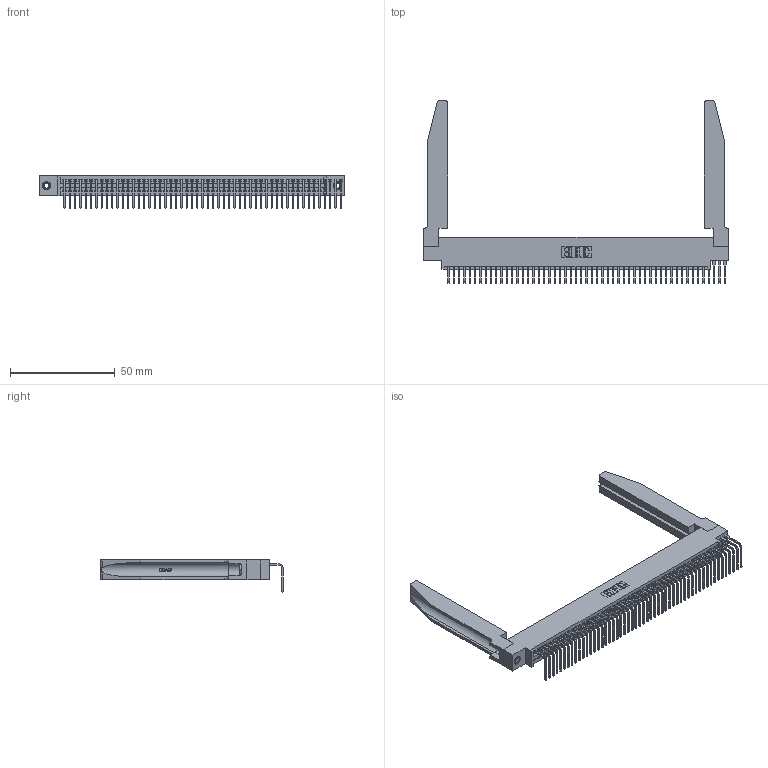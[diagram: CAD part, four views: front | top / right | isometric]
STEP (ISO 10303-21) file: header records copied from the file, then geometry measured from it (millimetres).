
FILE_DESCRIPTION (( 'STEP AP203' ), '1' );
FILE_NAME ('345-053-558-678.STEP', '2019-10-10T19:08:04', ( '' ), ( '' ), 'SwSTEP 2.0', 'SolidWorks 2016', '' );
FILE_SCHEMA (( 'CONFIG_CONTROL_DESIGN' ));
Length unit declared in the file: inch
Products named in the file (5): 345-250-001_345-250-001-102; 345-220-078_345-220-078; 345-053-558-678; 345 Part_0.170 Offset - 0.156 Dia-TH; 345-292-001_558 Tail - 2
Assembly tree (58 placements, depth 2):
  345-053-558-678
    345 Part_0.170 Offset - 0.156 Dia-TH
    345-292-001_558 Tail - 2  x53
    345-250-001_345-250-001-102  x2
    345-220-078_345-220-078  x2
Bounding box: 145.69 x 87.11 x 15.37 mm (x, y, z)
Volume: 21775 mm3; surface area: 26958.9 mm2
Topology: 58 solids, 58 shells, 3480 faces, 10391 edges, 6846 vertices
Faces by surface type: plane 2396, cylinder 1032, bspline 36, cone 12, torus 4
Entity records: 41020 total; most frequent: CARTESIAN_POINT 7986, ORIENTED_EDGE 6862, DIRECTION 5975, EDGE_CURVE 3431, VECTOR 3009, LINE 3009, VERTEX_POINT 2280, AXIS2_PLACEMENT_3D 1483
